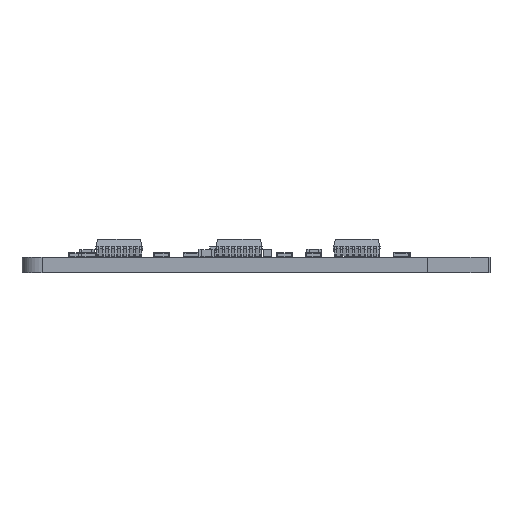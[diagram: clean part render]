
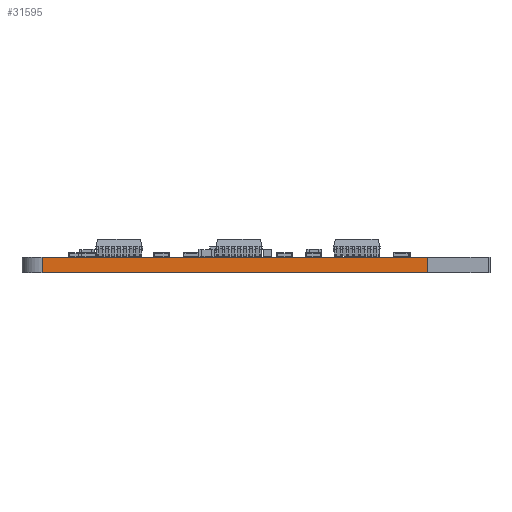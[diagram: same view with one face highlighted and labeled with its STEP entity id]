
A CAD part, front view. The second image highlights one B-rep face of the part: STEP entity #31595.
In plain terms, the highlighted planar face has unit normal (0, -1, 0).
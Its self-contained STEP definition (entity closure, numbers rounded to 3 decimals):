
#30195 = PLANE('',#30196);
#30196 = AXIS2_PLACEMENT_3D('',#30197,#30198,#30199);
#30197 = CARTESIAN_POINT('',(1.179,0.229,1.6));
#30198 = DIRECTION('',(-0.,-0.,-1.));
#30199 = DIRECTION('',(-1.,0.,0.));
#30254 = PLANE('',#30255);
#30255 = AXIS2_PLACEMENT_3D('',#30256,#30257,#30258);
#30256 = CARTESIAN_POINT('',(1.179,0.229,0.));
#30257 = DIRECTION('',(-0.,-0.,-1.));
#30258 = DIRECTION('',(-1.,0.,0.));
#30508 = VERTEX_POINT('',#30509);
#30509 = CARTESIAN_POINT('',(17.96,-12.55,0.));
#30523 = PLANE('',#30524);
#30524 = AXIS2_PLACEMENT_3D('',#30525,#30526,#30527);
#30525 = CARTESIAN_POINT('',(24.26,-12.55,0.));
#30526 = DIRECTION('',(0.,-1.,0.));
#30527 = DIRECTION('',(-1.,0.,0.));
#30535 = EDGE_CURVE('',#30508,#30536,#30538,.T.);
#30536 = VERTEX_POINT('',#30537);
#30537 = CARTESIAN_POINT('',(-22.33,-12.55,0.));
#30538 = SURFACE_CURVE('',#30539,(#30543,#30550),.PCURVE_S1.);
#30539 = LINE('',#30540,#30541);
#30540 = CARTESIAN_POINT('',(17.96,-12.55,0.));
#30541 = VECTOR('',#30542,1.);
#30542 = DIRECTION('',(-1.,0.,0.));
#30543 = PCURVE('',#30254,#30544);
#30544 = DEFINITIONAL_REPRESENTATION('',(#30545),#30549);
#30545 = LINE('',#30546,#30547);
#30546 = CARTESIAN_POINT('',(-16.781,-12.779));
#30547 = VECTOR('',#30548,1.);
#30548 = DIRECTION('',(1.,0.));
#30549 = ( GEOMETRIC_REPRESENTATION_CONTEXT(2) 
PARAMETRIC_REPRESENTATION_CONTEXT() REPRESENTATION_CONTEXT('2D SPACE',''
  ) );
#30550 = PCURVE('',#30551,#30556);
#30551 = PLANE('',#30552);
#30552 = AXIS2_PLACEMENT_3D('',#30553,#30554,#30555);
#30553 = CARTESIAN_POINT('',(17.96,-12.55,0.));
#30554 = DIRECTION('',(0.,-1.,0.));
#30555 = DIRECTION('',(-1.,0.,0.));
#30556 = DEFINITIONAL_REPRESENTATION('',(#30557),#30561);
#30557 = LINE('',#30558,#30559);
#30558 = CARTESIAN_POINT('',(0.,0.));
#30559 = VECTOR('',#30560,1.);
#30560 = DIRECTION('',(1.,0.));
#30561 = ( GEOMETRIC_REPRESENTATION_CONTEXT(2) 
PARAMETRIC_REPRESENTATION_CONTEXT() REPRESENTATION_CONTEXT('2D SPACE',''
  ) );
#30584 = CYLINDRICAL_SURFACE('',#30585,2.11);
#30585 = AXIS2_PLACEMENT_3D('',#30586,#30587,#30588);
#30586 = CARTESIAN_POINT('',(-22.325,-10.44,0.));
#30587 = DIRECTION('',(-0.,-0.,-1.));
#30588 = DIRECTION('',(1.,0.,-0.));
#30960 = VERTEX_POINT('',#30961);
#30961 = CARTESIAN_POINT('',(17.96,-12.55,1.6));
#30982 = EDGE_CURVE('',#30960,#30983,#30985,.T.);
#30983 = VERTEX_POINT('',#30984);
#30984 = CARTESIAN_POINT('',(-22.33,-12.55,1.6));
#30985 = SURFACE_CURVE('',#30986,(#30990,#30997),.PCURVE_S1.);
#30986 = LINE('',#30987,#30988);
#30987 = CARTESIAN_POINT('',(17.96,-12.55,1.6));
#30988 = VECTOR('',#30989,1.);
#30989 = DIRECTION('',(-1.,0.,0.));
#30990 = PCURVE('',#30195,#30991);
#30991 = DEFINITIONAL_REPRESENTATION('',(#30992),#30996);
#30992 = LINE('',#30993,#30994);
#30993 = CARTESIAN_POINT('',(-16.781,-12.779));
#30994 = VECTOR('',#30995,1.);
#30995 = DIRECTION('',(1.,0.));
#30996 = ( GEOMETRIC_REPRESENTATION_CONTEXT(2) 
PARAMETRIC_REPRESENTATION_CONTEXT() REPRESENTATION_CONTEXT('2D SPACE',''
  ) );
#30997 = PCURVE('',#30551,#30998);
#30998 = DEFINITIONAL_REPRESENTATION('',(#30999),#31003);
#30999 = LINE('',#31000,#31001);
#31000 = CARTESIAN_POINT('',(0.,-1.6));
#31001 = VECTOR('',#31002,1.);
#31002 = DIRECTION('',(1.,0.));
#31003 = ( GEOMETRIC_REPRESENTATION_CONTEXT(2) 
PARAMETRIC_REPRESENTATION_CONTEXT() REPRESENTATION_CONTEXT('2D SPACE',''
  ) );
#31574 = EDGE_CURVE('',#30536,#30983,#31575,.T.);
#31575 = SURFACE_CURVE('',#31576,(#31580,#31587),.PCURVE_S1.);
#31576 = LINE('',#31577,#31578);
#31577 = CARTESIAN_POINT('',(-22.33,-12.55,0.));
#31578 = VECTOR('',#31579,1.);
#31579 = DIRECTION('',(0.,0.,1.));
#31580 = PCURVE('',#30584,#31581);
#31581 = DEFINITIONAL_REPRESENTATION('',(#31582),#31586);
#31582 = LINE('',#31583,#31584);
#31583 = CARTESIAN_POINT('',(-4.71,0.));
#31584 = VECTOR('',#31585,1.);
#31585 = DIRECTION('',(-0.,-1.));
#31586 = ( GEOMETRIC_REPRESENTATION_CONTEXT(2) 
PARAMETRIC_REPRESENTATION_CONTEXT() REPRESENTATION_CONTEXT('2D SPACE',''
  ) );
#31587 = PCURVE('',#30551,#31588);
#31588 = DEFINITIONAL_REPRESENTATION('',(#31589),#31593);
#31589 = LINE('',#31590,#31591);
#31590 = CARTESIAN_POINT('',(40.29,0.));
#31591 = VECTOR('',#31592,1.);
#31592 = DIRECTION('',(0.,-1.));
#31593 = ( GEOMETRIC_REPRESENTATION_CONTEXT(2) 
PARAMETRIC_REPRESENTATION_CONTEXT() REPRESENTATION_CONTEXT('2D SPACE',''
  ) );
#31595 = ADVANCED_FACE('',(#31596),#30551,.T.);
#31596 = FACE_BOUND('',#31597,.T.);
#31597 = EDGE_LOOP('',(#31598,#31619,#31620,#31621));
#31598 = ORIENTED_EDGE('',*,*,#31599,.T.);
#31599 = EDGE_CURVE('',#30508,#30960,#31600,.T.);
#31600 = SURFACE_CURVE('',#31601,(#31605,#31612),.PCURVE_S1.);
#31601 = LINE('',#31602,#31603);
#31602 = CARTESIAN_POINT('',(17.96,-12.55,0.));
#31603 = VECTOR('',#31604,1.);
#31604 = DIRECTION('',(0.,0.,1.));
#31605 = PCURVE('',#30551,#31606);
#31606 = DEFINITIONAL_REPRESENTATION('',(#31607),#31611);
#31607 = LINE('',#31608,#31609);
#31608 = CARTESIAN_POINT('',(0.,0.));
#31609 = VECTOR('',#31610,1.);
#31610 = DIRECTION('',(0.,-1.));
#31611 = ( GEOMETRIC_REPRESENTATION_CONTEXT(2) 
PARAMETRIC_REPRESENTATION_CONTEXT() REPRESENTATION_CONTEXT('2D SPACE',''
  ) );
#31612 = PCURVE('',#30523,#31613);
#31613 = DEFINITIONAL_REPRESENTATION('',(#31614),#31618);
#31614 = LINE('',#31615,#31616);
#31615 = CARTESIAN_POINT('',(6.3,0.));
#31616 = VECTOR('',#31617,1.);
#31617 = DIRECTION('',(0.,-1.));
#31618 = ( GEOMETRIC_REPRESENTATION_CONTEXT(2) 
PARAMETRIC_REPRESENTATION_CONTEXT() REPRESENTATION_CONTEXT('2D SPACE',''
  ) );
#31619 = ORIENTED_EDGE('',*,*,#30982,.T.);
#31620 = ORIENTED_EDGE('',*,*,#31574,.F.);
#31621 = ORIENTED_EDGE('',*,*,#30535,.F.);
